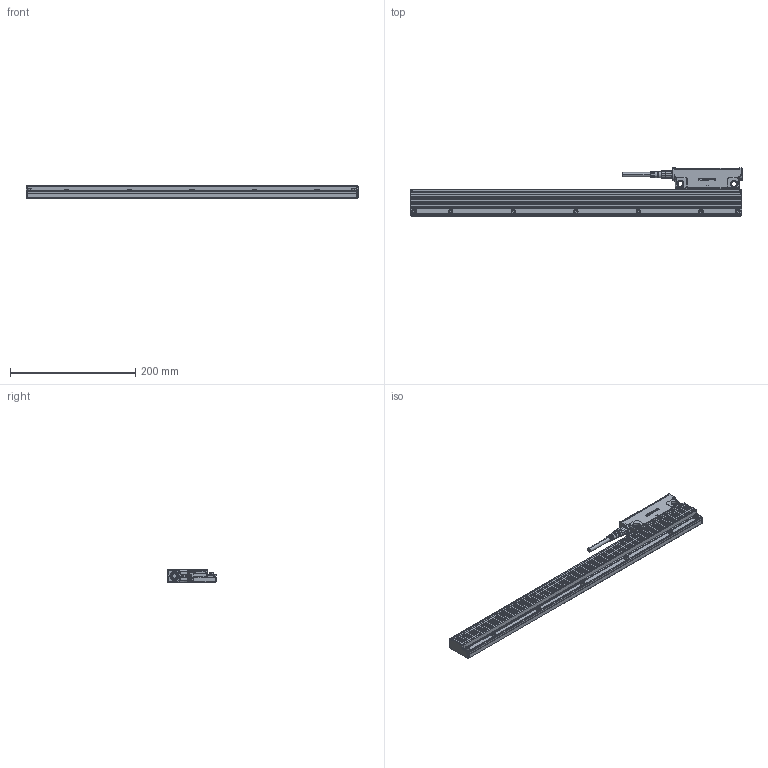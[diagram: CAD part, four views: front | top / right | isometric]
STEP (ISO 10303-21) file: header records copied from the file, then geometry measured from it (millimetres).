
FILE_DESCRIPTION(('CATIA V5 STEP','CAx-IF Rec.Pracs.--- Model Styling and Organization---1.4--- 2014-01-23'),'2;1');
FILE_NAME('SQ57-042-R.stp','2021-01-04T04:56:38+00:00',('none'),('none'),'CATIA Version 5-6 Release 2017 SP5','CATIA V5 STEP AP214','none');
FILE_SCHEMA(('AUTOMOTIVE_DESIGN { 1 0 10303 214 1 1 1 1 }'));
Products named in the file (4): SQ57-042-R; scale base 420; scale cover 420; Head ASSY R
Assembly tree (3 placements, depth 2):
  SQ57-042-R
    scale base 420
    scale cover 420
    Head ASSY R
Bounding box: 530.5 x 77.01 x 20 mm (x, y, z)
Volume: 326689.6 mm3; surface area: 210286.6 mm2
Topology: 3 solids, 33 shells, 3857 faces, 10315 edges, 6573 vertices
Faces by surface type: cone 1202, plane 1085, cylinder 839, bspline 515, torus 175, sphere 34, extrusion 7
Entity records: 139718 total; most frequent: CARTESIAN_POINT 53060, ORIENTED_EDGE 20526, DIRECTION 13198, EDGE_CURVE 10263, VERTEX_POINT 6573, AXIS2_PLACEMENT_3D 6472, VECTOR 4286, LINE 4279
